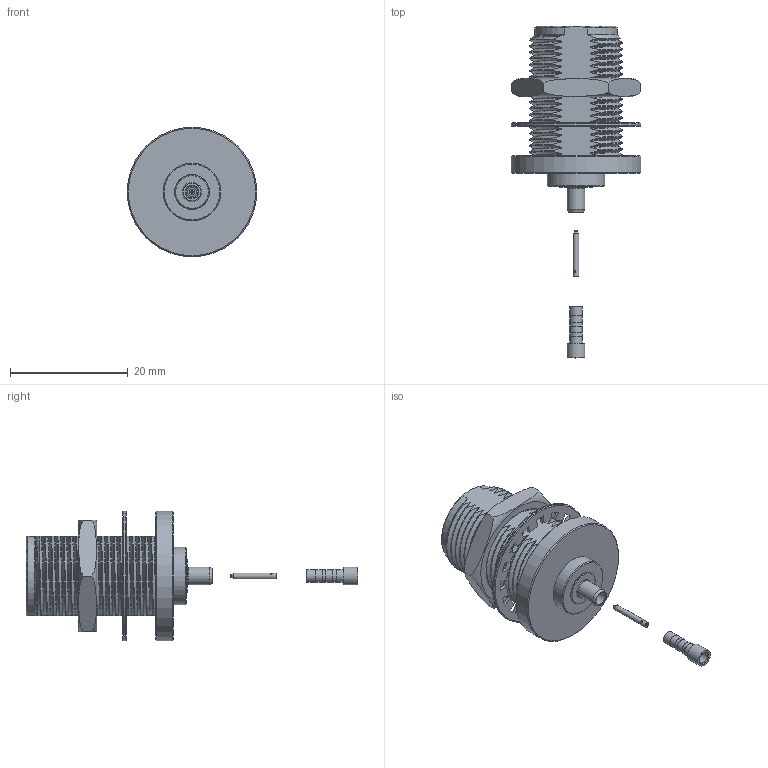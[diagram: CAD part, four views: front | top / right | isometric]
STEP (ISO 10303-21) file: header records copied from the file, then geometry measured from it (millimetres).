
FILE_DESCRIPTION(/* description */ ('Unknown'),/* implementation_level */ '2;1');
FILE_NAME(/* name */ '60425522510420',/* time_stamp */ '2022-03-09T11:16:58+01:00',/* author */ ('Unknown'),/* organization */ ('Unknown'),/* preprocessor_version */ 'ST-DEVELOPER v16.7',/* originating_system */ 'Solid Edge',/* authorisation */ 'Unknown');
FILE_SCHEMA (('AUTOMOTIVE_DESIGN {1 0 10303 214 3 1 1}'));
Products named in the file (10): 60425522510420; 60425522510420_Contact Pin; 60425522510420_Barrel; 60425522510420_Insulator; 60425522510420_Ferrule; 60425522510420_Body; 60425522510420_Gasket; 60425522510420_Washer; 60425522510420_Nut; 60425522510420_Contact Pin2
Assembly tree (9 placements, depth 2):
  60425522510420
    60425522510420_Contact Pin
    60425522510420_Barrel
    60425522510420_Insulator
    60425522510420_Ferrule
    60425522510420_Body
    60425522510420_Gasket
    60425522510420_Washer
    60425522510420_Nut
    60425522510420_Contact Pin2
Bounding box: 22 x 56.38 x 22 mm (x, y, z)
Volume: 4526.4 mm3; surface area: 5945.8 mm2
Topology: 9 solids, 9 shells, 2413 faces, 5092 edges, 2718 vertices
Faces by surface type: bspline 1655, cylinder 569, plane 138, cone 45, torus 6
Full cylindrical faces by diameter (mm): 0.35 x1, 0.4 x1, 0.95 x2, 1 x1, 1.35 x1, 1.45 x1, 1.5 x1, 1.75 x1, 2 x1, 2.1 x3, 2.12 x2, 2.15 x1, 2.17 x3, 2.25 x1, 2.3 x1, 2.5 x1, 3 x2, 3.04 x1, 3.15 x1, 3.3 x1, 5 x1, 5.1 x1, 5.7 x1, 5.85 x1, 5.9 x1, 7 x3, 7.3 x1, 8.6 x1, 9.8 x1, 10.15 x1
Entity records: 206459 total; most frequent: CARTESIAN_POINT 173175, ORIENTED_EDGE 9958, EDGE_CURVE 4979, VERTEX_POINT 2685, B_SPLINE_CURVE_WITH_KNOTS 2565, FACE_BOUND 2528, EDGE_LOOP 2525, DIRECTION 2493
